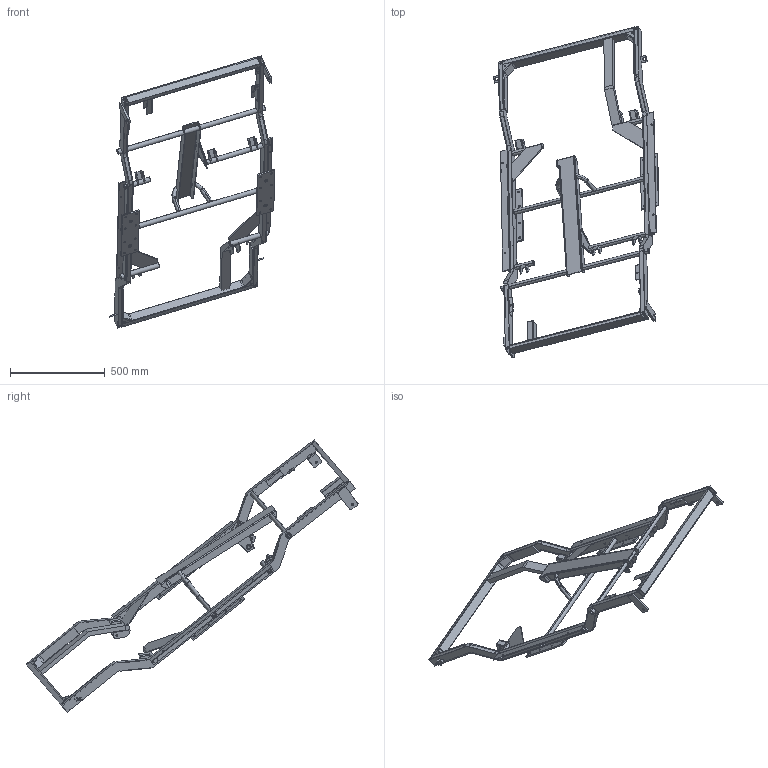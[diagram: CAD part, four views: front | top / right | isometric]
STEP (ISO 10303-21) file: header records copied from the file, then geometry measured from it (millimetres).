
FILE_DESCRIPTION(('FreeCAD Model'),'2;1');
FILE_NAME('Open CASCADE Shape Model','2025-05-04T06:19:19',('FreeCAD'),( 'FreeCAD'),'Open CASCADE STEP processor 7.6','FreeCAD','Unknown');
FILE_SCHEMA(('AUTOMOTIVE_DESIGN { 1 0 10303 214 1 1 1 1 }'));
Length unit declared in the file: millimetre
Products named in the file (1): Open CASCADE STEP translator 7.6 1
Bounding box: 872.9 x 1749.68 x 1435.49 mm (x, y, z)
Volume: 6270633.1 mm3; surface area: 2927797.1 mm2
Topology: 44 solids, 44 shells, 770 faces, 2010 edges, 1332 vertices
Faces by surface type: bspline 770
Entity records: 30754 total; most frequent: CARTESIAN_POINT 18963, ORIENTED_EDGE 4020, EDGE_CURVE 2010, VERTEX_POINT 1332, B_SPLINE_CURVE_WITH_KNOTS 1246, FACE_BOUND 962, EDGE_LOOP 962, ADVANCED_FACE 770
